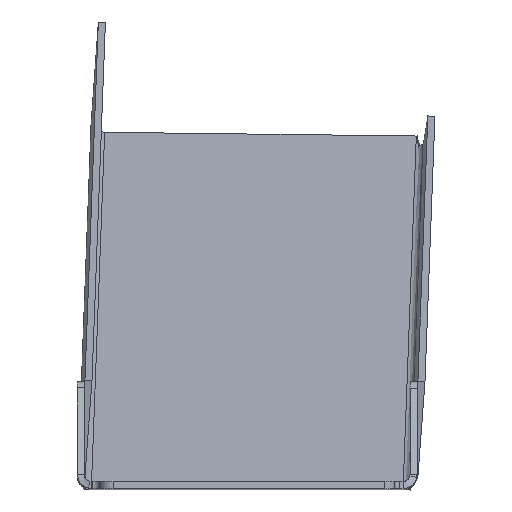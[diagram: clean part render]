
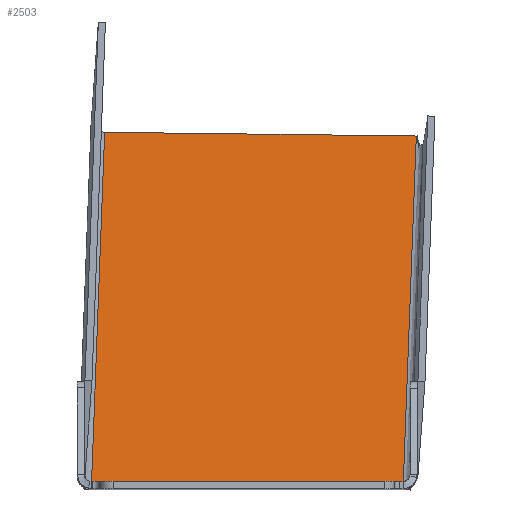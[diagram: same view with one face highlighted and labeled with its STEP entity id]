
A CAD part, top view. The second image highlights one B-rep face of the part: STEP entity #2503.
In plain terms, the highlighted free-form (B-spline) face has degree [1, 1] with [2, 2] control points.
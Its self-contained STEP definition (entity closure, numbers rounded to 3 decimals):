
#76 = CARTESIAN_POINT ( 'NONE',  ( -3.749, 23.519, 1115.009 ) ) ;
#128 = EDGE_CURVE ( 'NONE', #1455, #1546, #1273, .T. ) ;
#312 = CARTESIAN_POINT ( 'NONE',  ( 176.251, 23.519, 1081.457 ) ) ;
#533 = CARTESIAN_POINT ( 'NONE',  ( 7.936, 336.933, 361.758 ) ) ;
#584 = CARTESIAN_POINT ( 'NONE',  ( 265.53, 4.187, 1111.143 ) ) ;
#598 = B_SPLINE_CURVE_WITH_KNOTS ( 'NONE', 1,
 ( #1270, #2146 ),
 .UNSPECIFIED., .F., .F.,
 ( 2, 2 ),
 ( 0., 1. ),
 .UNSPECIFIED. ) ;
#610 = CARTESIAN_POINT ( 'NONE',  ( 266.251, 23.519, 1064.68 ) ) ;
#646 = CARTESIAN_POINT ( 'NONE',  ( 7.346, 321.115, 399.773 ) ) ;
#652 = B_SPLINE_CURVE_WITH_KNOTS ( 'NONE', 1,
 ( #1414, #1191 ),
 .UNSPECIFIED., .F., .F.,
 ( 2, 2 ),
 ( -1., 0. ),
 .UNSPECIFIED. ) ;
#781 = EDGE_CURVE ( 'NONE', #803, #2821, #2030, .T. ) ;
#803 = VERTEX_POINT ( 'NONE', #2225 ) ;
#994 = CARTESIAN_POINT ( 'NONE',  ( -3.749, 23.519, 1115.009 ) ) ;
#1191 = CARTESIAN_POINT ( 'NONE',  ( 7.346, 321.115, 399.773 ) ) ;
#1239 = CARTESIAN_POINT ( 'NONE',  ( 266.251, 23.519, 1064.68 ) ) ;
#1263 = EDGE_LOOP ( 'NONE', ( #2263, #2626, #1808, #1745, #2413 ) ) ;
#1270 = CARTESIAN_POINT ( 'NONE',  ( 266.251, 23.519, 1064.68 ) ) ;
#1273 = B_SPLINE_CURVE_WITH_KNOTS ( 'NONE', 3,
 ( #994, #2828, #312, #1239 ),
 .UNSPECIFIED., .F., .F.,
 ( 4, 4 ),
 ( 0., 1. ),
 .UNSPECIFIED. ) ;
#1414 = CARTESIAN_POINT ( 'NONE',  ( -3.749, 23.519, 1115.009 ) ) ;
#1455 = VERTEX_POINT ( 'NONE', #76 ) ;
#1468 = CARTESIAN_POINT ( 'NONE',  ( -3.749, 23.519, 1115.009 ) ) ;
#1546 = VERTEX_POINT ( 'NONE', #610 ) ;
#1550 = CARTESIAN_POINT ( 'NONE',  ( 271.231, 318.03, 357.977 ) ) ;
#1583 = CARTESIAN_POINT ( 'NONE',  ( 260.267, 23.949, 1064.766 ) ) ;
#1649 = VERTEX_POINT ( 'NONE', #1583 ) ;
#1661 = CARTESIAN_POINT ( 'NONE',  ( 260.267, 23.949, 1064.766 ) ) ;
#1745 = ORIENTED_EDGE ( 'NONE', *, *, #781, .F. ) ;
#1770 = B_SPLINE_CURVE_WITH_KNOTS ( 'NONE', 1,
 ( #1661, #2358 ),
 .UNSPECIFIED., .F., .F.,
 ( 2, 2 ),
 ( 0., 1. ),
 .UNSPECIFIED. ) ;
#1808 = ORIENTED_EDGE ( 'NONE', *, *, #2796, .T. ) ;
#2030 = B_SPLINE_CURVE_WITH_KNOTS ( 'NONE', 1,
 ( #646, #1550 ),
 .UNSPECIFIED., .F., .F.,
 ( 2, 2 ),
 ( 0., 1. ),
 .UNSPECIFIED. ) ;
#2090 = CARTESIAN_POINT ( 'NONE',  ( 271.231, 318.03, 357.977 ) ) ;
#2146 = CARTESIAN_POINT ( 'NONE',  ( 260.267, 23.949, 1064.766 ) ) ;
#2153 = EDGE_CURVE ( 'NONE', #1546, #1649, #598, .T. ) ;
#2225 = CARTESIAN_POINT ( 'NONE',  ( 7.346, 321.115, 399.773 ) ) ;
#2263 = ORIENTED_EDGE ( 'NONE', *, *, #128, .T. ) ;
#2358 = CARTESIAN_POINT ( 'NONE',  ( 271.231, 318.03, 357.977 ) ) ;
#2380 = B_SPLINE_SURFACE_WITH_KNOTS ( 'NONE', 1, 1, ( 
 ( #533, #2628 ),
 ( #1468, #584 ) ),
 .UNSPECIFIED., .F., .F., .F.,
 ( 2, 2 ),
 ( 2, 2 ),
 ( 0., 1. ),
 ( 0., 1. ),
 .UNSPECIFIED. ) ;
#2413 = ORIENTED_EDGE ( 'NONE', *, *, #2914, .F. ) ;
#2503 = ADVANCED_FACE ( 'NONE', ( #2593 ), #2380, .T. ) ;
#2593 = FACE_OUTER_BOUND ( 'NONE', #1263, .T. ) ;
#2626 = ORIENTED_EDGE ( 'NONE', *, *, #2153, .T. ) ;
#2628 = CARTESIAN_POINT ( 'NONE',  ( 277.215, 317.6, 357.891 ) ) ;
#2796 = EDGE_CURVE ( 'NONE', #1649, #2821, #1770, .T. ) ;
#2821 = VERTEX_POINT ( 'NONE', #2090 ) ;
#2828 = CARTESIAN_POINT ( 'NONE',  ( 86.251, 23.519, 1098.233 ) ) ;
#2914 = EDGE_CURVE ( 'NONE', #1455, #803, #652, .T. ) ;
